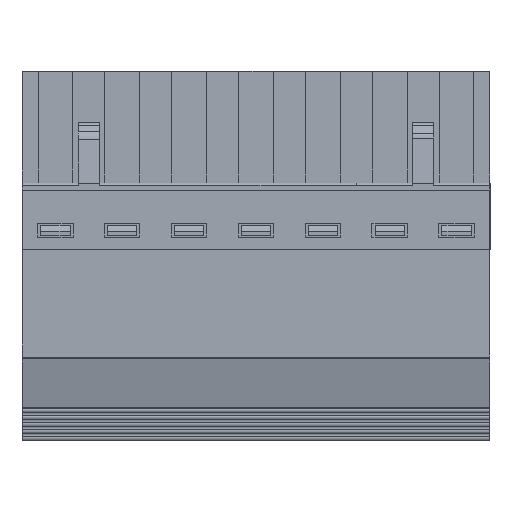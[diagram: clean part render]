
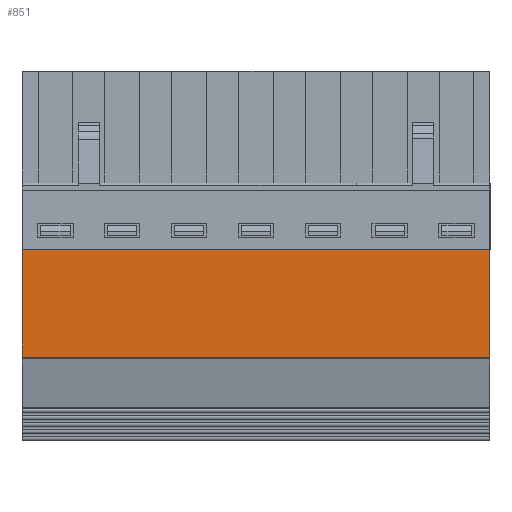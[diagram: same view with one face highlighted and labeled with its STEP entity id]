
A CAD part, front view. The second image highlights one B-rep face of the part: STEP entity #851.
In plain terms, the highlighted planar face has unit normal (0, -1, 0).
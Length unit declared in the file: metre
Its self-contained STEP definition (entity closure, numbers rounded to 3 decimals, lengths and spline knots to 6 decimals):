
#851=ADVANCED_FACE('',(#2029),#2030,.T.);
#2029=FACE_OUTER_BOUND('',#3603,.T.);
#2030=PLANE('',#3604);
#3603=EDGE_LOOP('',(#6183,#6184,#6185,#6186,#6187,#6188,#6189,#6190,#6191,#6192));
#3604=AXIS2_PLACEMENT_3D('',#6193,#6194,#6195);
#6183=ORIENTED_EDGE('',*,*,#9075,.T.);
#6184=ORIENTED_EDGE('',*,*,#9487,.T.);
#6185=ORIENTED_EDGE('',*,*,#9351,.F.);
#6186=ORIENTED_EDGE('',*,*,#9497,.T.);
#6187=ORIENTED_EDGE('',*,*,#9683,.T.);
#6188=ORIENTED_EDGE('',*,*,#9689,.T.);
#6189=ORIENTED_EDGE('',*,*,#9690,.F.);
#6190=ORIENTED_EDGE('',*,*,#8984,.F.);
#6191=ORIENTED_EDGE('',*,*,#8979,.T.);
#6192=ORIENTED_EDGE('',*,*,#9691,.T.);
#6193=CARTESIAN_POINT('',(0.01805,-0.035437,-0.075199));
#6194=DIRECTION('',(0.,-1.0,0.));
#6195=DIRECTION('',(0.,0.,1.0));
#8979=EDGE_CURVE('',#10676,#10674,#10677,.T.);
#8984=EDGE_CURVE('',#10676,#10683,#10684,.T.);
#9075=EDGE_CURVE('',#10824,#10822,#10825,.T.);
#9351=EDGE_CURVE('',#11277,#11279,#11280,.T.);
#9487=EDGE_CURVE('',#10822,#11279,#11492,.T.);
#9497=EDGE_CURVE('',#11277,#11504,#11506,.T.);
#9683=EDGE_CURVE('',#11504,#11769,#11770,.T.);
#9689=EDGE_CURVE('',#11769,#11779,#11780,.T.);
#9690=EDGE_CURVE('',#10683,#11779,#11781,.T.);
#9691=EDGE_CURVE('',#10674,#10824,#11782,.T.);
#10674=VERTEX_POINT('',#13156);
#10676=VERTEX_POINT('',#13159);
#10677=LINE('',#13160,#13161);
#10683=VERTEX_POINT('',#13170);
#10684=LINE('',#13171,#13172);
#10822=VERTEX_POINT('',#13357);
#10824=VERTEX_POINT('',#13360);
#10825=LINE('',#13361,#13362);
#11277=VERTEX_POINT('',#14047);
#11279=VERTEX_POINT('',#14050);
#11280=LINE('',#14051,#14052);
#11492=LINE('',#14424,#14425);
#11504=VERTEX_POINT('',#14442);
#11506=LINE('',#14445,#14446);
#11769=VERTEX_POINT('',#14836);
#11770=LINE('',#14837,#14838);
#11779=VERTEX_POINT('',#14851);
#11780=LINE('',#14852,#14853);
#11781=LINE('',#14854,#14855);
#11782=LINE('',#14856,#14857);
#13156=CARTESIAN_POINT('',(0.01805,-0.035437,-0.064424));
#13159=CARTESIAN_POINT('',(0.018054,-0.035437,-0.064424));
#13160=CARTESIAN_POINT('',(0.01805,-0.035437,-0.064424));
#13161=VECTOR('',#16648,1.0);
#13170=CARTESIAN_POINT('',(0.018054,-0.035437,-0.067526));
#13171=CARTESIAN_POINT('',(0.018054,-0.035437,-0.075199));
#13172=VECTOR('',#16652,1.0);
#13357=CARTESIAN_POINT('',(0.053052,-0.035437,-0.076626));
#13360=CARTESIAN_POINT('',(0.01805,-0.035437,-0.076626));
#13361=CARTESIAN_POINT('',(0.082814,-0.035437,-0.076626));
#13362=VECTOR('',#16761,1.0);
#14047=CARTESIAN_POINT('',(0.051947,-0.035437,-0.067526));
#14050=CARTESIAN_POINT('',(0.053052,-0.035437,-0.067526));
#14051=CARTESIAN_POINT('',(-0.02695,-0.035437,-0.067526));
#14052=VECTOR('',#17068,1.0);
#14424=CARTESIAN_POINT('',(0.053052,-0.035437,-0.075199));
#14425=VECTOR('',#17200,1.0);
#14442=CARTESIAN_POINT('',(0.051947,-0.035437,-0.068613));
#14445=CARTESIAN_POINT('',(0.051947,-0.035437,-0.075199));
#14446=VECTOR('',#17210,1.0);
#14836=CARTESIAN_POINT('',(0.019153,-0.035437,-0.068613));
#14837=CARTESIAN_POINT('',(0.01805,-0.035437,-0.068613));
#14838=VECTOR('',#17350,1.0);
#14851=CARTESIAN_POINT('',(0.019153,-0.035437,-0.067526));
#14852=CARTESIAN_POINT('',(0.019153,-0.035437,-0.075199));
#14853=VECTOR('',#17355,1.0);
#14854=CARTESIAN_POINT('',(0.01805,-0.035437,-0.067526));
#14855=VECTOR('',#17356,1.0);
#14856=CARTESIAN_POINT('',(0.01805,-0.035437,-0.075199));
#14857=VECTOR('',#17357,1.0);
#16648=DIRECTION('',(-1.0,0.,0.));
#16652=DIRECTION('',(0.,0.,-1.0));
#16761=DIRECTION('',(1.0,0.,0.));
#17068=DIRECTION('',(1.0,0.,0.));
#17200=DIRECTION('',(0.,0.,1.0));
#17210=DIRECTION('',(0.,0.,-1.0));
#17350=DIRECTION('',(-1.0,0.,0.));
#17355=DIRECTION('',(0.,0.,1.0));
#17356=DIRECTION('',(1.0,0.,0.));
#17357=DIRECTION('',(0.,0.,-1.0));
